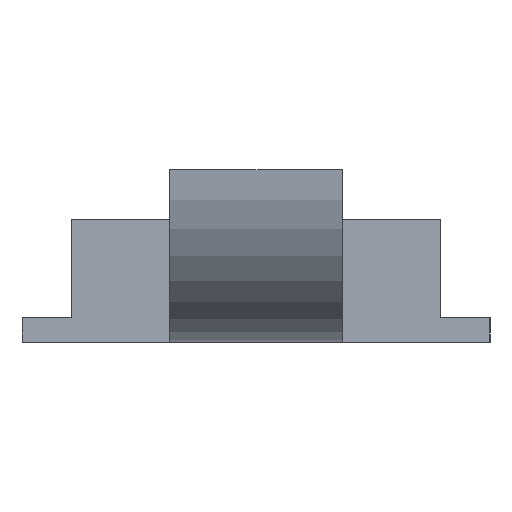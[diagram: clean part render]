
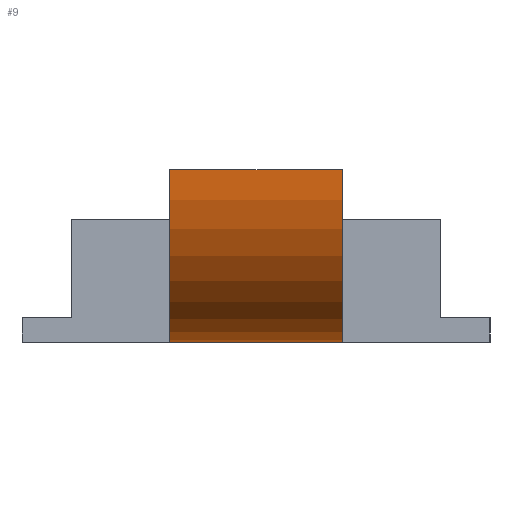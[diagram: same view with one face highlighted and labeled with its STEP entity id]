
A CAD part, left-side view. The second image highlights one B-rep face of the part: STEP entity #9.
In plain terms, the highlighted cylindrical face has radius 7 mm (diameter 14 mm), a partial arc.
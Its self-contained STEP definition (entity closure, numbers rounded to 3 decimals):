
#9 = ADVANCED_FACE ( 'NONE', ( #418 ), #422, .T. ) ;
#64 = DIRECTION ( 'NONE',  ( 0., -1., 0. ) ) ;
#127 = AXIS2_PLACEMENT_3D ( 'NONE', #1243, #673, #423 ) ;
#141 = VERTEX_POINT ( 'NONE', #799 ) ;
#183 = ORIENTED_EDGE ( 'NONE', *, *, #905, .T. ) ;
#204 = VECTOR ( 'NONE', #225, 1000. ) ;
#223 = CARTESIAN_POINT ( 'NONE',  ( -150.4, 350.929, -52.575 ) ) ;
#225 = DIRECTION ( 'NONE',  ( 0., -1., 0. ) ) ;
#287 = VERTEX_POINT ( 'NONE', #808 ) ;
#304 = EDGE_CURVE ( 'NONE', #887, #141, #1277, .T. ) ;
#305 = ORIENTED_EDGE ( 'NONE', *, *, #304, .F. ) ;
#308 = EDGE_CURVE ( 'NONE', #287, #887, #1098, .T. ) ;
#320 = VERTEX_POINT ( 'NONE', #503 ) ;
#342 = LINE ( 'NONE', #223, #204 ) ;
#410 = ORIENTED_EDGE ( 'NONE', *, *, #308, .F. ) ;
#418 = FACE_OUTER_BOUND ( 'NONE', #988, .T. ) ;
#422 = CYLINDRICAL_SURFACE ( 'NONE', #1146, 7. ) ;
#423 = DIRECTION ( 'NONE',  ( -1., 0., 0. ) ) ;
#424 = CARTESIAN_POINT ( 'NONE',  ( -150.4, 350.929, -45.575 ) ) ;
#433 = DIRECTION ( 'NONE',  ( 0., -1., 0. ) ) ;
#439 = DIRECTION ( 'NONE',  ( 0., 0., -1. ) ) ;
#503 = CARTESIAN_POINT ( 'NONE',  ( -150.4, 4., -52.575 ) ) ;
#561 = EDGE_CURVE ( 'NONE', #287, #320, #342, .T. ) ;
#673 = DIRECTION ( 'NONE',  ( 0., 1., 0. ) ) ;
#799 = CARTESIAN_POINT ( 'NONE',  ( -157.4, 4., -45.575 ) ) ;
#808 = CARTESIAN_POINT ( 'NONE',  ( -150.4, 11., -52.575 ) ) ;
#836 = DIRECTION ( 'NONE',  ( -1., 0., 0. ) ) ;
#843 = DIRECTION ( 'NONE',  ( 0., 1., 0. ) ) ;
#847 = CARTESIAN_POINT ( 'NONE',  ( -150.4, 4., -45.575 ) ) ;
#861 = VECTOR ( 'NONE', #64, 1000. ) ;
#887 = VERTEX_POINT ( 'NONE', #914 ) ;
#905 = EDGE_CURVE ( 'NONE', #320, #141, #1141, .T. ) ;
#914 = CARTESIAN_POINT ( 'NONE',  ( -157.4, 11., -45.575 ) ) ;
#986 = ORIENTED_EDGE ( 'NONE', *, *, #561, .T. ) ;
#988 = EDGE_LOOP ( 'NONE', ( #410, #986, #183, #305 ) ) ;
#1098 = CIRCLE ( 'NONE', #127, 7. ) ;
#1138 = AXIS2_PLACEMENT_3D ( 'NONE', #847, #843, #836 ) ;
#1141 = CIRCLE ( 'NONE', #1138, 7. ) ;
#1146 = AXIS2_PLACEMENT_3D ( 'NONE', #424, #433, #439 ) ;
#1243 = CARTESIAN_POINT ( 'NONE',  ( -150.4, 11., -45.575 ) ) ;
#1277 = LINE ( 'NONE', #1281, #861 ) ;
#1281 = CARTESIAN_POINT ( 'NONE',  ( -157.4, 350.929, -45.575 ) ) ;
